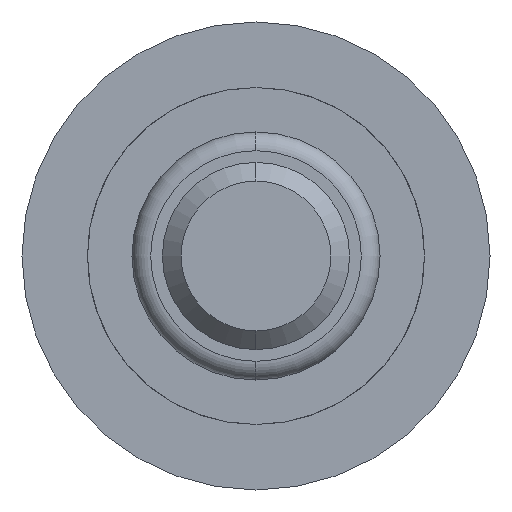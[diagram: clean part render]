
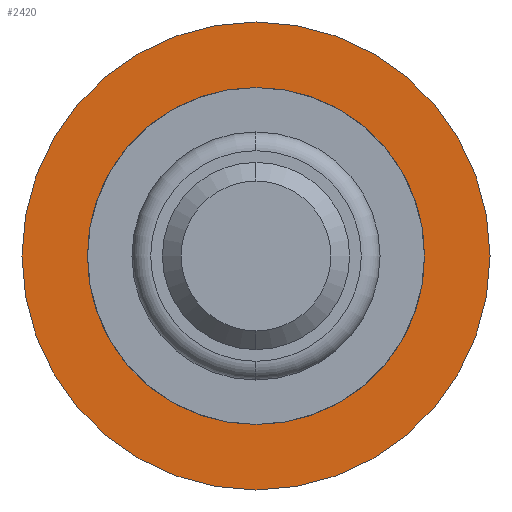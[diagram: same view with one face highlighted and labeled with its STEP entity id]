
A CAD part, front view. The second image highlights one B-rep face of the part: STEP entity #2420.
In plain terms, the highlighted planar face has unit normal (0, -1, 0).
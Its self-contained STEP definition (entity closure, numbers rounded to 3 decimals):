
#89 = CARTESIAN_POINT ( 'NONE',  ( -1.655, 5.5, 0. ) ) ;
#100 = ORIENTED_EDGE ( 'NONE', *, *, #101, .F. ) ;
#101 = EDGE_CURVE ( 'Defeature ausgef�hrt4_26+Defeature ausgef�hrt4_24+Defeature ausgef�hrt4_27+Defeature ausgef�hrt4_25', #3595, #939, #4803, .T. ) ;
#147 = DIRECTION ( 'NONE',  ( 0.839, 0., -0.545 ) ) ;
#158 = CARTESIAN_POINT ( 'NONE',  ( 0., 5.5, -1.075 ) ) ;
#349 = VECTOR ( 'NONE', #2838, 1000. ) ;
#412 = CIRCLE ( 'NONE', #3076, 2.5 ) ;
#744 = VERTEX_POINT ( 'NONE', #1959 ) ;
#939 = VERTEX_POINT ( 'NONE', #2802 ) ;
#1032 = EDGE_CURVE ( 'Defeature ausgef�hrt4_27+Defeature ausgef�hrt4_24+Defeature ausgef�hrt4_28+Defeature ausgef�hrt4_26', #1192, #3595, #3266, .T. ) ;
#1100 = FACE_OUTER_BOUND ( 'NONE', #4167, .T. ) ;
#1192 = VERTEX_POINT ( 'NONE', #1449 ) ;
#1447 = DIRECTION ( 'NONE',  ( 0., 0., -1. ) ) ;
#1449 = CARTESIAN_POINT ( 'NONE',  ( 0., 5.5, -1.075 ) ) ;
#1468 = EDGE_CURVE ( 'Defeature ausgef�hrt4_28+Defeature ausgef�hrt4_24+Defeature ausgef�hrt4_25+Defeature ausgef�hrt4_27', #4750, #1192, #1540, .T. ) ;
#1490 = ORIENTED_EDGE ( 'NONE', *, *, #1032, .F. ) ;
#1540 = LINE ( 'NONE', #158, #1721 ) ;
#1623 = AXIS2_PLACEMENT_3D ( 'NONE', #2637, #4614, #5019 ) ;
#1689 = EDGE_CURVE ( 'Defeature ausgef�hrt4_32+Defeature ausgef�hrt4_24+Defeature ausgef�hrt4_24+Defeature ausgef�hrt4_24', #2863, #744, #412, .T. ) ;
#1721 = VECTOR ( 'NONE', #147, 1000. ) ;
#1754 = CARTESIAN_POINT ( 'NONE',  ( 1.655, 5.5, 0. ) ) ;
#1953 = ORIENTED_EDGE ( 'NONE', *, *, #1468, .F. ) ;
#1959 = CARTESIAN_POINT ( 'NONE',  ( 0., 5.5, 2.5 ) ) ;
#2278 = DIRECTION ( 'NONE',  ( 0., 1., 0. ) ) ;
#2280 = EDGE_CURVE ( 'Defeature ausgef�hrt4_25+Defeature ausgef�hrt4_24+Defeature ausgef�hrt4_26+Defeature ausgef�hrt4_28', #939, #4750, #2325, .T. ) ;
#2325 = LINE ( 'NONE', #3986, #349 ) ;
#2420 = ADVANCED_FACE ( 'Defeature ausgef�hrt4_24', ( #1100, #4537 ), #2606, .T. ) ;
#2465 = VECTOR ( 'NONE', #3337, 1000. ) ;
#2569 = DIRECTION ( 'NONE',  ( 0., 1., 0. ) ) ;
#2606 = PLANE ( 'NONE',  #1623 ) ;
#2637 = CARTESIAN_POINT ( 'NONE',  ( 0., 5.5, 0. ) ) ;
#2718 = VECTOR ( 'NONE', #4414, 1000. ) ;
#2802 = CARTESIAN_POINT ( 'NONE',  ( 0., 5.5, 1.075 ) ) ;
#2825 = ORIENTED_EDGE ( 'NONE', *, *, #3400, .F. ) ;
#2838 = DIRECTION ( 'NONE',  ( -0.839, 0., -0.545 ) ) ;
#2863 = VERTEX_POINT ( 'NONE', #4902 ) ;
#2900 = CARTESIAN_POINT ( 'NONE',  ( 1.655, 5.5, 0. ) ) ;
#3076 = AXIS2_PLACEMENT_3D ( 'NONE', #4995, #2278, #1447 ) ;
#3154 = CIRCLE ( 'NONE', #4943, 2.5 ) ;
#3266 = LINE ( 'NONE', #1754, #2465 ) ;
#3336 = CARTESIAN_POINT ( 'NONE',  ( 0., 5.5, 0. ) ) ;
#3337 = DIRECTION ( 'NONE',  ( 0.839, 0., 0.545 ) ) ;
#3400 = EDGE_CURVE ( 'Defeature ausgef�hrt4_32+Defeature ausgef�hrt4_24+Defeature ausgef�hrt4_24+Defeature ausgef�hrt4_24', #744, #2863, #3154, .T. ) ;
#3595 = VERTEX_POINT ( 'NONE', #2900 ) ;
#3674 = CARTESIAN_POINT ( 'NONE',  ( 0., 5.5, 1.075 ) ) ;
#3986 = CARTESIAN_POINT ( 'NONE',  ( -1.655, 5.5, 0. ) ) ;
#4152 = DIRECTION ( 'NONE',  ( 0., 0., -1. ) ) ;
#4167 = EDGE_LOOP ( 'NONE', ( #4241, #2825 ) ) ;
#4241 = ORIENTED_EDGE ( 'NONE', *, *, #1689, .F. ) ;
#4409 = ORIENTED_EDGE ( 'NONE', *, *, #2280, .F. ) ;
#4414 = DIRECTION ( 'NONE',  ( -0.839, 0., 0.545 ) ) ;
#4537 = FACE_BOUND ( 'NONE', #4909, .T. ) ;
#4614 = DIRECTION ( 'NONE',  ( 0., -1., 0. ) ) ;
#4750 = VERTEX_POINT ( 'NONE', #89 ) ;
#4803 = LINE ( 'NONE', #3674, #2718 ) ;
#4902 = CARTESIAN_POINT ( 'NONE',  ( 0., 5.5, -2.5 ) ) ;
#4909 = EDGE_LOOP ( 'NONE', ( #100, #1490, #1953, #4409 ) ) ;
#4943 = AXIS2_PLACEMENT_3D ( 'NONE', #3336, #2569, #4152 ) ;
#4995 = CARTESIAN_POINT ( 'NONE',  ( 0., 5.5, 0. ) ) ;
#5019 = DIRECTION ( 'NONE',  ( 0., 0., -1. ) ) ;
